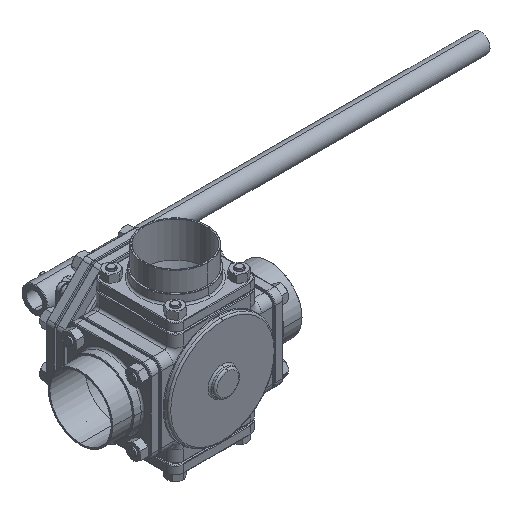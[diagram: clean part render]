
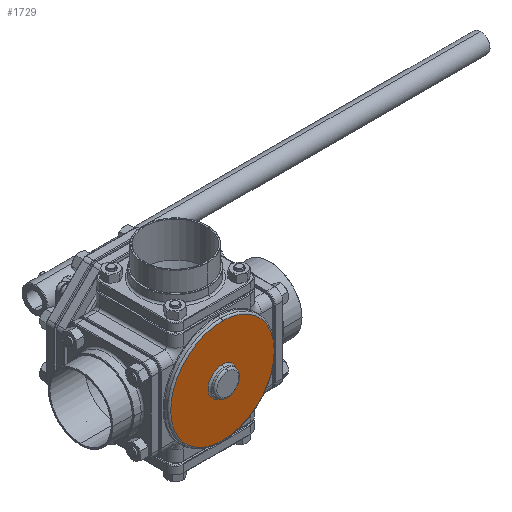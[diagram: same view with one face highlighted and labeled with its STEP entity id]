
A CAD part, isometric view. The second image highlights one B-rep face of the part: STEP entity #1729.
In plain terms, the highlighted planar face has unit normal (0, -1, 0).
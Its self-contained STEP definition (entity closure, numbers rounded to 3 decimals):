
#1729 = ADVANCED_FACE ( 'NONE', ( #31431, #31430 ), #9710, .F. ) ;
#2698 = ORIENTED_EDGE ( 'NONE', *, *, #38089, .T. ) ;
#2699 = ORIENTED_EDGE ( 'NONE', *, *, #40408, .T. ) ;
#2700 = ORIENTED_EDGE ( 'NONE', *, *, #38088, .T. ) ;
#2701 = ORIENTED_EDGE ( 'NONE', *, *, #40391, .T. ) ;
#3285 = EDGE_LOOP ( 'NONE', ( #2700, #2701 ) ) ;
#3292 = EDGE_LOOP ( 'NONE', ( #2698, #2699 ) ) ;
#9707 = DIRECTION ( 'NONE',  ( 0., 1., 0. ) ) ;
#9708 = CARTESIAN_POINT ( 'NONE',  ( 95., -84., 0. ) ) ;
#9710 = PLANE ( 'NONE',  #27635 ) ;
#9713 = DIRECTION ( 'NONE',  ( 0., 0., 1. ) ) ;
#10528 = VERTEX_POINT ( 'NONE', #24948 ) ;
#10532 = VERTEX_POINT ( 'NONE', #24951 ) ;
#10537 = VERTEX_POINT ( 'NONE', #24940 ) ;
#10541 = VERTEX_POINT ( 'NONE', #24937 ) ;
#18325 = CIRCLE ( 'NONE', #30199, 92. ) ;
#18327 = CIRCLE ( 'NONE', #30202, 25.5 ) ;
#19349 = CIRCLE ( 'NONE', #30628, 92. ) ;
#19389 = CIRCLE ( 'NONE', #30660, 25.5 ) ;
#23095 = CARTESIAN_POINT ( 'NONE',  ( 0., -84., 0. ) ) ;
#23096 = DIRECTION ( 'NONE',  ( 0., 1., 0. ) ) ;
#23097 = DIRECTION ( 'NONE',  ( 0., 0., 1. ) ) ;
#24937 = CARTESIAN_POINT ( 'NONE',  ( 0., -84., -92. ) ) ;
#24940 = CARTESIAN_POINT ( 'NONE',  ( 0., -84., 92. ) ) ;
#24948 = CARTESIAN_POINT ( 'NONE',  ( 0., -84., 25.5 ) ) ;
#24951 = CARTESIAN_POINT ( 'NONE',  ( 0., -84., -25.5 ) ) ;
#27635 = AXIS2_PLACEMENT_3D ( 'NONE', #9708, #9707, #9713 ) ;
#30199 = AXIS2_PLACEMENT_3D ( 'NONE', #38723, #38724, #38725 ) ;
#30202 = AXIS2_PLACEMENT_3D ( 'NONE', #38726, #38727, #38728 ) ;
#30628 = AXIS2_PLACEMENT_3D ( 'NONE', #40190, #40191, #40192 ) ;
#30660 = AXIS2_PLACEMENT_3D ( 'NONE', #23095, #23096, #23097 ) ;
#31430 = FACE_OUTER_BOUND ( 'NONE', #3285, .T. ) ;
#31431 = FACE_BOUND ( 'NONE', #3292, .T. ) ;
#38088 = EDGE_CURVE ( 'NONE', #10537, #10541, #18325, .T. ) ;
#38089 = EDGE_CURVE ( 'NONE', #10528, #10532, #18327, .T. ) ;
#38723 = CARTESIAN_POINT ( 'NONE',  ( 0., -84., 0. ) ) ;
#38724 = DIRECTION ( 'NONE',  ( 0., -1., 0. ) ) ;
#38725 = DIRECTION ( 'NONE',  ( 0., 0., 1. ) ) ;
#38726 = CARTESIAN_POINT ( 'NONE',  ( 0., -84., 0. ) ) ;
#38727 = DIRECTION ( 'NONE',  ( 0., 1., 0. ) ) ;
#38728 = DIRECTION ( 'NONE',  ( 0., 0., 1. ) ) ;
#40190 = CARTESIAN_POINT ( 'NONE',  ( 0., -84., 0. ) ) ;
#40191 = DIRECTION ( 'NONE',  ( 0., -1., 0. ) ) ;
#40192 = DIRECTION ( 'NONE',  ( 0., 0., 1. ) ) ;
#40391 = EDGE_CURVE ( 'NONE', #10541, #10537, #19349, .T. ) ;
#40408 = EDGE_CURVE ( 'NONE', #10532, #10528, #19389, .T. ) ;
